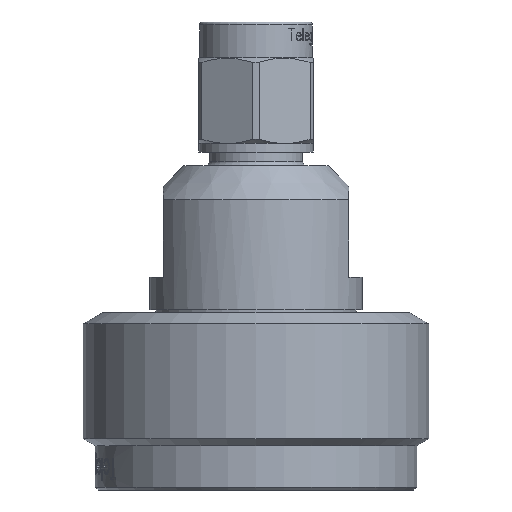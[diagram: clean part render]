
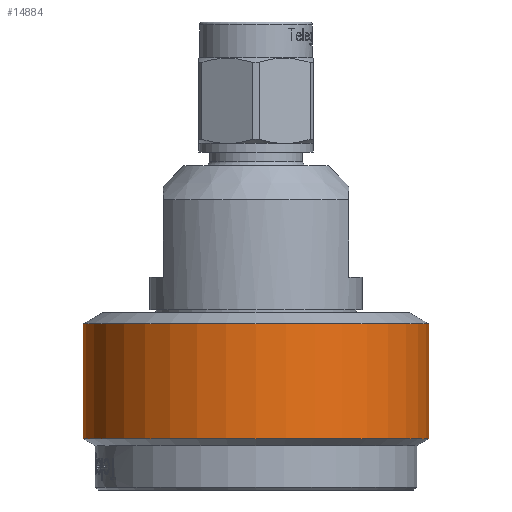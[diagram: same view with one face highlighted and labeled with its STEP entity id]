
A CAD part, front view. The second image highlights one B-rep face of the part: STEP entity #14884.
In plain terms, the highlighted cylindrical face has radius 12.1 mm (diameter 24.2 mm), a partial arc.
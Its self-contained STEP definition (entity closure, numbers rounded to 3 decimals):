
#943 = DIRECTION ( 'NONE',  ( -1., 0., 0. ) ) ;
#1309 = CIRCLE ( 'NONE', #19282, 12.1 ) ;
#1479 = CARTESIAN_POINT ( 'NONE',  ( 0., 0., -30.82 ) ) ;
#1617 = ORIENTED_EDGE ( 'NONE', *, *, #16333, .T. ) ;
#2121 = VERTEX_POINT ( 'NONE', #7214 ) ;
#3619 = LINE ( 'NONE', #34140, #13355 ) ;
#3739 = VECTOR ( 'NONE', #35500, 1000. ) ;
#4949 = DIRECTION ( 'NONE',  ( -1., 0., 0. ) ) ;
#6111 = VERTEX_POINT ( 'NONE', #11979 ) ;
#7214 = CARTESIAN_POINT ( 'NONE',  ( -12.1, 0., -26.109 ) ) ;
#8271 = CARTESIAN_POINT ( 'NONE',  ( -12.1, 0., -30.82 ) ) ;
#8855 = DIRECTION ( 'NONE',  ( 0., 0., -1. ) ) ;
#9037 = VERTEX_POINT ( 'NONE', #11940 ) ;
#9139 = EDGE_CURVE ( 'NONE', #6111, #33143, #3619, .T. ) ;
#10492 = CARTESIAN_POINT ( 'NONE',  ( 12.1, 0., -26.109 ) ) ;
#11002 = EDGE_LOOP ( 'NONE', ( #16337, #33020, #1617, #33044 ) ) ;
#11940 = CARTESIAN_POINT ( 'NONE',  ( -12.1, 0., -18.079 ) ) ;
#11979 = CARTESIAN_POINT ( 'NONE',  ( 12.1, 0., -18.079 ) ) ;
#12491 = DIRECTION ( 'NONE',  ( -1., 0., 0. ) ) ;
#13355 = VECTOR ( 'NONE', #8855, 1000. ) ;
#14884 = ADVANCED_FACE ( 'NONE', ( #18947 ), #28238, .T. ) ;
#16333 = EDGE_CURVE ( 'NONE', #9037, #2121, #21893, .T. ) ;
#16337 = ORIENTED_EDGE ( 'NONE', *, *, #9139, .F. ) ;
#18506 = DIRECTION ( 'NONE',  ( 0., 0., -1. ) ) ;
#18876 = AXIS2_PLACEMENT_3D ( 'NONE', #25107, #24611, #4949 ) ;
#18947 = FACE_OUTER_BOUND ( 'NONE', #11002, .T. ) ;
#19282 = AXIS2_PLACEMENT_3D ( 'NONE', #35305, #26371, #943 ) ;
#21182 = EDGE_CURVE ( 'NONE', #6111, #9037, #33914, .T. ) ;
#21893 = LINE ( 'NONE', #8271, #3739 ) ;
#24611 = DIRECTION ( 'NONE',  ( 0., 0., -1. ) ) ;
#25107 = CARTESIAN_POINT ( 'NONE',  ( 0., 0., -18.079 ) ) ;
#26371 = DIRECTION ( 'NONE',  ( 0., 0., -1. ) ) ;
#26608 = AXIS2_PLACEMENT_3D ( 'NONE', #1479, #18506, #12491 ) ;
#28238 = CYLINDRICAL_SURFACE ( 'NONE', #26608, 12.1 ) ;
#33020 = ORIENTED_EDGE ( 'NONE', *, *, #21182, .T. ) ;
#33044 = ORIENTED_EDGE ( 'NONE', *, *, #35096, .F. ) ;
#33143 = VERTEX_POINT ( 'NONE', #10492 ) ;
#33914 = CIRCLE ( 'NONE', #18876, 12.1 ) ;
#34140 = CARTESIAN_POINT ( 'NONE',  ( 12.1, 0., -30.82 ) ) ;
#35096 = EDGE_CURVE ( 'NONE', #33143, #2121, #1309, .T. ) ;
#35305 = CARTESIAN_POINT ( 'NONE',  ( 0., 0., -26.109 ) ) ;
#35500 = DIRECTION ( 'NONE',  ( 0., 0., -1. ) ) ;
